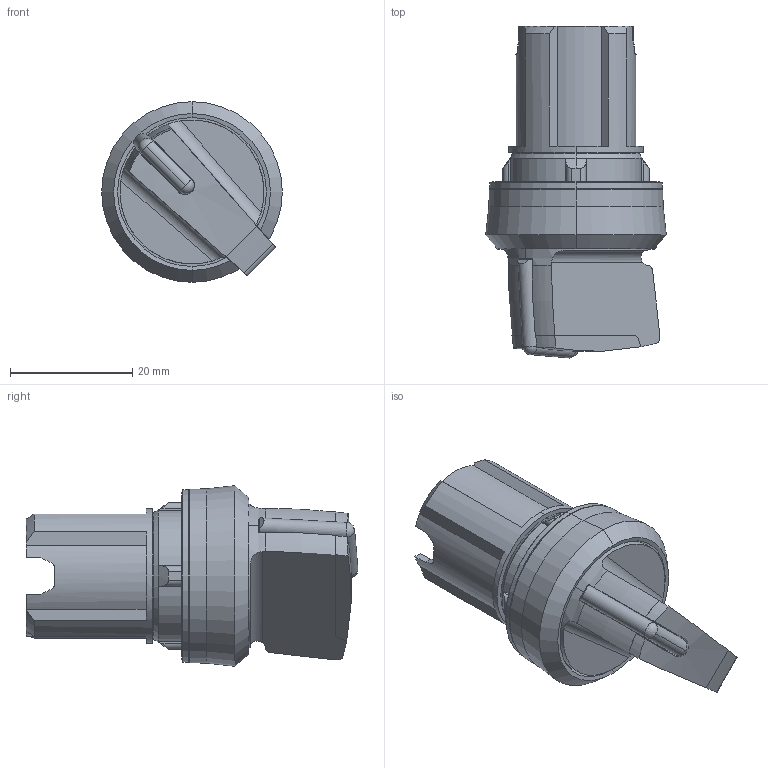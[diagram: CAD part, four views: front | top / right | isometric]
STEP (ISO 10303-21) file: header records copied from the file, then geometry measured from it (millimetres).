
FILE_DESCRIPTION(('no description'),'unknown implementation level');
FILE_NAME('1023_3SU1052-2BF40-0AA0_3D_v.stp',' ',('SIEMENS A&D'),('CADClick - KiM GmbH - www.kimweb.de'),'unknown preprocess','ACIS','unknown authorization');
FILE_SCHEMA(('automotive_design'));
Length unit declared in the file: millimetre
Products named in the file (1): 0
Bounding box: 29.49 x 54.2 x 29.49 mm (x, y, z)
Volume: 13093.7 mm3; surface area: 8552.5 mm2
Topology: 1 solids, 1 shells, 156 faces, 421 edges, 270 vertices
Faces by surface type: plane 71, cylinder 51, cone 24, bspline 4, torus 4, sphere 2
Entity records: 11052 total; most frequent: CARTESIAN_POINT 2530, STYLED_ITEM 842, PRESENTATION_STYLE_ASSIGNMENT 842, COLOUR_RGB 842, ORIENTED_EDGE 830, DIRECTION 790, EDGE_CURVE 415, CURVE_STYLE 415
